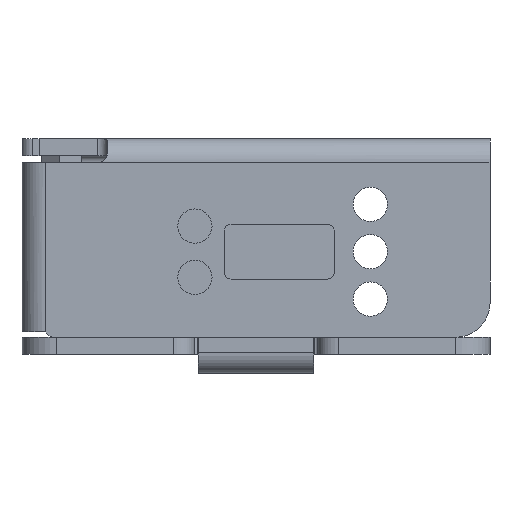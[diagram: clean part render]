
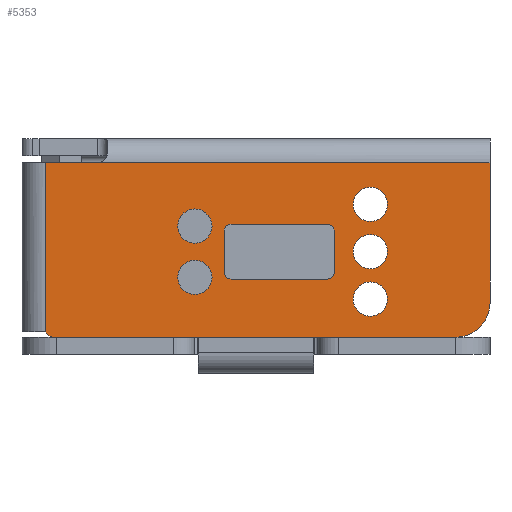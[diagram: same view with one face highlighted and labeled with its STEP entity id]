
A CAD part, front view. The second image highlights one B-rep face of the part: STEP entity #5353.
In plain terms, the highlighted face is planar.
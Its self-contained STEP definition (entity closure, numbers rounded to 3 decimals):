
#2076=DIRECTION('',(-1.,0.,0.));
#2077=VECTOR('',#2076,16.9);
#2078=CARTESIAN_POINT('',(13.5,74.,-26.5));
#2079=LINE('',#2078,#2077);
#2360=CARTESIAN_POINT('',(-11.65,74.,-20.918));
#2361=DIRECTION('',(0.,-1.,0.));
#2362=DIRECTION('',(-1.,0.,0.));
#2363=AXIS2_PLACEMENT_3D('',#2360,#2361,#2362);
#2365=CARTESIAN_POINT('',(-11.65,74.,-20.918));
#2366=DIRECTION('',(0.,-1.,0.));
#2367=DIRECTION('',(1.,0.,0.));
#2368=AXIS2_PLACEMENT_3D('',#2365,#2366,#2367);
#2370=CARTESIAN_POINT('',(-11.65,74.,-14.));
#2371=DIRECTION('',(0.,-1.,0.));
#2372=DIRECTION('',(-1.,0.,0.));
#2373=AXIS2_PLACEMENT_3D('',#2370,#2371,#2372);
#2375=CARTESIAN_POINT('',(-11.65,74.,-14.));
#2376=DIRECTION('',(0.,-1.,0.));
#2377=DIRECTION('',(1.,0.,0.));
#2378=AXIS2_PLACEMENT_3D('',#2375,#2376,#2377);
#2380=CARTESIAN_POINT('',(-11.65,74.,-7.082));
#2381=DIRECTION('',(0.,-1.,0.));
#2382=DIRECTION('',(-1.,0.,0.));
#2383=AXIS2_PLACEMENT_3D('',#2380,#2381,#2382);
#2385=CARTESIAN_POINT('',(-11.65,74.,-7.082));
#2386=DIRECTION('',(0.,-1.,0.));
#2387=DIRECTION('',(1.,0.,0.));
#2388=AXIS2_PLACEMENT_3D('',#2385,#2386,#2387);
#2390=CARTESIAN_POINT('',(13.98,74.,-10.25));
#2391=DIRECTION('',(0.,-1.,0.));
#2392=DIRECTION('',(-1.,0.,0.));
#2393=AXIS2_PLACEMENT_3D('',#2390,#2391,#2392);
#2395=CARTESIAN_POINT('',(13.98,74.,-10.25));
#2396=DIRECTION('',(0.,-1.,0.));
#2397=DIRECTION('',(1.,0.,0.));
#2398=AXIS2_PLACEMENT_3D('',#2395,#2396,#2397);
#2400=CARTESIAN_POINT('',(13.98,74.,-17.75));
#2401=DIRECTION('',(0.,-1.,0.));
#2402=DIRECTION('',(-1.,0.,0.));
#2403=AXIS2_PLACEMENT_3D('',#2400,#2401,#2402);
#2405=CARTESIAN_POINT('',(13.98,74.,-17.75));
#2406=DIRECTION('',(0.,-1.,0.));
#2407=DIRECTION('',(1.,0.,0.));
#2408=AXIS2_PLACEMENT_3D('',#2405,#2406,#2407);
#2410=DIRECTION('',(1.,0.,0.));
#2411=VECTOR('',#2410,14.1);
#2412=CARTESIAN_POINT('',(-5.4,74.,-18.));
#2413=LINE('',#2412,#2411);
#2414=CARTESIAN_POINT('',(-5.4,74.,-17.));
#2415=DIRECTION('',(0.,-1.,0.));
#2416=DIRECTION('',(-1.,0.,0.));
#2417=AXIS2_PLACEMENT_3D('',#2414,#2415,#2416);
#2419=DIRECTION('',(0.,0.,-1.));
#2420=VECTOR('',#2419,6.);
#2421=CARTESIAN_POINT('',(-6.4,74.,-11.));
#2422=LINE('',#2421,#2420);
#2423=CARTESIAN_POINT('',(-5.4,74.,-11.));
#2424=DIRECTION('',(0.,-1.,0.));
#2425=DIRECTION('',(0.,0.,1.));
#2426=AXIS2_PLACEMENT_3D('',#2423,#2424,#2425);
#2428=DIRECTION('',(-1.,0.,0.));
#2429=VECTOR('',#2428,14.1);
#2430=CARTESIAN_POINT('',(8.7,74.,-10.));
#2431=LINE('',#2430,#2429);
#2432=CARTESIAN_POINT('',(8.7,74.,-11.));
#2433=DIRECTION('',(0.,-1.,0.));
#2434=DIRECTION('',(1.,0.,0.));
#2435=AXIS2_PLACEMENT_3D('',#2432,#2433,#2434);
#2437=DIRECTION('',(0.,0.,1.));
#2438=VECTOR('',#2437,6.);
#2439=CARTESIAN_POINT('',(9.7,74.,-17.));
#2440=LINE('',#2439,#2438);
#2441=CARTESIAN_POINT('',(8.7,74.,-17.));
#2442=DIRECTION('',(0.,-1.,0.));
#2443=DIRECTION('',(0.,0.,-1.));
#2444=AXIS2_PLACEMENT_3D('',#2441,#2442,#2443);
#2446=CARTESIAN_POINT('',(34.454,74.,-25.05));
#2447=DIRECTION('',(0.,1.,0.));
#2448=DIRECTION('',(0.894,0.,-0.448));
#2449=AXIS2_PLACEMENT_3D('',#2446,#2447,#2448);
#2451=DIRECTION('',(-1.,0.,0.));
#2452=VECTOR('',#2451,7.5);
#2453=CARTESIAN_POINT('',(35.75,74.,-1.));
#2454=LINE('',#2453,#2452);
#2455=DIRECTION('',(0.,0.,1.));
#2456=VECTOR('',#2455,20.5);
#2457=CARTESIAN_POINT('',(-29.15,74.,-21.5));
#2458=LINE('',#2457,#2456);
#2459=CARTESIAN_POINT('',(-24.15,74.,-21.5));
#2460=DIRECTION('',(0.,1.,0.));
#2461=DIRECTION('',(0.,0.,-1.));
#2462=AXIS2_PLACEMENT_3D('',#2459,#2460,#2461);
#2464=DIRECTION('',(-1.,0.,0.));
#2465=VECTOR('',#2464,20.75);
#2466=CARTESIAN_POINT('',(-3.4,74.,-26.5));
#2467=LINE('',#2466,#2465);
#2468=DIRECTION('',(-1.,0.,0.));
#2469=VECTOR('',#2468,20.954);
#2470=CARTESIAN_POINT('',(34.454,74.,-26.5));
#2471=LINE('',#2470,#2469);
#2552=DIRECTION('',(0.,0.,1.));
#2553=VECTOR('',#2552,24.7);
#2554=CARTESIAN_POINT('',(35.75,74.,-25.7));
#2555=LINE('',#2554,#2553);
#3722=DIRECTION('',(1.,0.,0.));
#3723=VECTOR('',#3722,57.4);
#3724=CARTESIAN_POINT('',(-29.15,74.,-1.));
#3725=LINE('',#3724,#3723);
#4302=CARTESIAN_POINT('',(-29.15,74.,-1.));
#4304=VERTEX_POINT('',#4302);
#4307=CARTESIAN_POINT('',(13.5,74.,-26.5));
#4309=VERTEX_POINT('',#4307);
#4330=CARTESIAN_POINT('',(-5.4,74.,-18.));
#4331=CARTESIAN_POINT('',(8.7,74.,-18.));
#4332=VERTEX_POINT('',#4330);
#4333=VERTEX_POINT('',#4331);
#4334=CARTESIAN_POINT('',(-6.4,74.,-11.));
#4335=CARTESIAN_POINT('',(-6.4,74.,-17.));
#4336=VERTEX_POINT('',#4334);
#4337=VERTEX_POINT('',#4335);
#4338=CARTESIAN_POINT('',(8.7,74.,-10.));
#4339=CARTESIAN_POINT('',(-5.4,74.,-10.));
#4340=VERTEX_POINT('',#4338);
#4341=VERTEX_POINT('',#4339);
#4342=CARTESIAN_POINT('',(9.7,74.,-17.));
#4343=CARTESIAN_POINT('',(9.7,74.,-11.));
#4344=VERTEX_POINT('',#4342);
#4345=VERTEX_POINT('',#4343);
#4366=CARTESIAN_POINT('',(11.48,74.,-17.75));
#4367=CARTESIAN_POINT('',(16.48,74.,-17.75));
#4368=VERTEX_POINT('',#4366);
#4369=VERTEX_POINT('',#4367);
#4370=CARTESIAN_POINT('',(11.48,74.,-10.25));
#4371=CARTESIAN_POINT('',(16.48,74.,-10.25));
#4372=VERTEX_POINT('',#4370);
#4373=VERTEX_POINT('',#4371);
#4374=CARTESIAN_POINT('',(-14.15,74.,-7.082));
#4375=CARTESIAN_POINT('',(-9.15,74.,-7.082));
#4376=VERTEX_POINT('',#4374);
#4377=VERTEX_POINT('',#4375);
#4378=CARTESIAN_POINT('',(-14.15,74.,-14.));
#4379=CARTESIAN_POINT('',(-9.15,74.,-14.));
#4380=VERTEX_POINT('',#4378);
#4381=VERTEX_POINT('',#4379);
#4382=CARTESIAN_POINT('',(-14.15,74.,-20.918));
#4383=CARTESIAN_POINT('',(-9.15,74.,-20.918));
#4384=VERTEX_POINT('',#4382);
#4385=VERTEX_POINT('',#4383);
#4387=CARTESIAN_POINT('',(35.75,74.,-1.));
#4389=VERTEX_POINT('',#4387);
#4426=CARTESIAN_POINT('',(-3.4,74.,-26.5));
#4428=VERTEX_POINT('',#4426);
#4579=CARTESIAN_POINT('',(-24.15,74.,-26.5));
#4580=CARTESIAN_POINT('',(-29.15,74.,-21.5));
#4581=VERTEX_POINT('',#4579);
#4582=VERTEX_POINT('',#4580);
#4747=CARTESIAN_POINT('',(35.75,74.,-25.7));
#4748=VERTEX_POINT('',#4747);
#4749=CARTESIAN_POINT('',(34.454,74.,-26.5));
#4750=VERTEX_POINT('',#4749);
#4806=CARTESIAN_POINT('',(28.25,74.,-1.));
#4808=VERTEX_POINT('',#4806);
#5289=CARTESIAN_POINT('',(36.75,74.,2.5));
#5290=DIRECTION('',(0.,1.,0.));
#5291=DIRECTION('',(1.,0.,0.));
#5292=AXIS2_PLACEMENT_3D('',#5289,#5290,#5291);
#5293=PLANE('',#5292);
#5295=ORIENTED_EDGE('',*,*,#5294,.F.);
#5297=ORIENTED_EDGE('',*,*,#5296,.T.);
#5299=ORIENTED_EDGE('',*,*,#5298,.T.);
#5301=ORIENTED_EDGE('',*,*,#5300,.F.);
#5303=ORIENTED_EDGE('',*,*,#5302,.F.);
#5305=ORIENTED_EDGE('',*,*,#5304,.F.);
#5307=ORIENTED_EDGE('',*,*,#5306,.F.);
#5308=ORIENTED_EDGE('',*,*,#4893,.F.);
#5310=ORIENTED_EDGE('',*,*,#5309,.F.);
#5311=EDGE_LOOP('',(#5295,#5297,#5299,#5301,#5303,#5305,#5307,#5308,#5310));
#5312=FACE_OUTER_BOUND('',#5311,.F.);
#5314=ORIENTED_EDGE('',*,*,#5313,.F.);
#5316=ORIENTED_EDGE('',*,*,#5315,.F.);
#5317=EDGE_LOOP('',(#5314,#5316));
#5318=FACE_BOUND('',#5317,.F.);
#5320=ORIENTED_EDGE('',*,*,#5319,.F.);
#5322=ORIENTED_EDGE('',*,*,#5321,.F.);
#5323=EDGE_LOOP('',(#5320,#5322));
#5324=FACE_BOUND('',#5323,.F.);
#5326=ORIENTED_EDGE('',*,*,#5325,.F.);
#5328=ORIENTED_EDGE('',*,*,#5327,.F.);
#5329=EDGE_LOOP('',(#5326,#5328));
#5330=FACE_BOUND('',#5329,.F.);
#5332=ORIENTED_EDGE('',*,*,#5331,.F.);
#5334=ORIENTED_EDGE('',*,*,#5333,.F.);
#5335=EDGE_LOOP('',(#5332,#5334));
#5336=FACE_BOUND('',#5335,.F.);
#5337=ORIENTED_EDGE('',*,*,#5185,.F.);
#5338=ORIENTED_EDGE('',*,*,#5200,.F.);
#5339=ORIENTED_EDGE('',*,*,#5214,.F.);
#5340=ORIENTED_EDGE('',*,*,#5228,.F.);
#5341=ORIENTED_EDGE('',*,*,#5242,.F.);
#5342=ORIENTED_EDGE('',*,*,#5256,.F.);
#5343=ORIENTED_EDGE('',*,*,#5270,.F.);
#5344=ORIENTED_EDGE('',*,*,#5283,.F.);
#5345=EDGE_LOOP('',(#5337,#5338,#5339,#5340,#5341,#5342,#5343,#5344));
#5346=FACE_BOUND('',#5345,.F.);
#5348=ORIENTED_EDGE('',*,*,#5347,.F.);
#5350=ORIENTED_EDGE('',*,*,#5349,.F.);
#5351=EDGE_LOOP('',(#5348,#5350));
#5352=FACE_BOUND('',#5351,.F.);
#5353=ADVANCED_FACE('',(#5312,#5318,#5324,#5330,#5336,#5346,#5352),#5293,.T.);
#2364=CIRCLE('',#2363,2.5);
#2369=CIRCLE('',#2368,2.5);
#2374=CIRCLE('',#2373,2.5);
#2379=CIRCLE('',#2378,2.5);
#2384=CIRCLE('',#2383,2.5);
#2389=CIRCLE('',#2388,2.5);
#2394=CIRCLE('',#2393,2.5);
#2399=CIRCLE('',#2398,2.5);
#2404=CIRCLE('',#2403,2.5);
#2409=CIRCLE('',#2408,2.5);
#2418=CIRCLE('',#2417,1.);
#2427=CIRCLE('',#2426,1.);
#2436=CIRCLE('',#2435,1.);
#2445=CIRCLE('',#2444,1.);
#2450=CIRCLE('',#2449,1.45);
#2463=CIRCLE('',#2462,5.);
#4893=EDGE_CURVE('',#4309,#4428,#2079,.T.);
#5185=EDGE_CURVE('',#4332,#4333,#2413,.T.);
#5200=EDGE_CURVE('',#4337,#4332,#2418,.T.);
#5214=EDGE_CURVE('',#4336,#4337,#2422,.T.);
#5228=EDGE_CURVE('',#4341,#4336,#2427,.T.);
#5242=EDGE_CURVE('',#4340,#4341,#2431,.T.);
#5256=EDGE_CURVE('',#4345,#4340,#2436,.T.);
#5270=EDGE_CURVE('',#4344,#4345,#2440,.T.);
#5283=EDGE_CURVE('',#4333,#4344,#2445,.T.);
#5294=EDGE_CURVE('',#4748,#4750,#2450,.T.);
#5296=EDGE_CURVE('',#4748,#4389,#2555,.T.);
#5298=EDGE_CURVE('',#4389,#4808,#2454,.T.);
#5300=EDGE_CURVE('',#4304,#4808,#3725,.T.);
#5302=EDGE_CURVE('',#4582,#4304,#2458,.T.);
#5304=EDGE_CURVE('',#4581,#4582,#2463,.T.);
#5306=EDGE_CURVE('',#4428,#4581,#2467,.T.);
#5309=EDGE_CURVE('',#4750,#4309,#2471,.T.);
#5313=EDGE_CURVE('',#4380,#4381,#2374,.T.);
#5315=EDGE_CURVE('',#4381,#4380,#2379,.T.);
#5319=EDGE_CURVE('',#4376,#4377,#2384,.T.);
#5321=EDGE_CURVE('',#4377,#4376,#2389,.T.);
#5325=EDGE_CURVE('',#4372,#4373,#2394,.T.);
#5327=EDGE_CURVE('',#4373,#4372,#2399,.T.);
#5331=EDGE_CURVE('',#4368,#4369,#2404,.T.);
#5333=EDGE_CURVE('',#4369,#4368,#2409,.T.);
#5347=EDGE_CURVE('',#4384,#4385,#2364,.T.);
#5349=EDGE_CURVE('',#4385,#4384,#2369,.T.);
